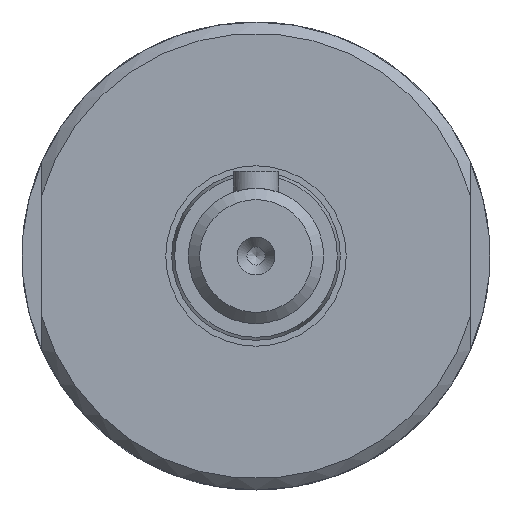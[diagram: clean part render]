
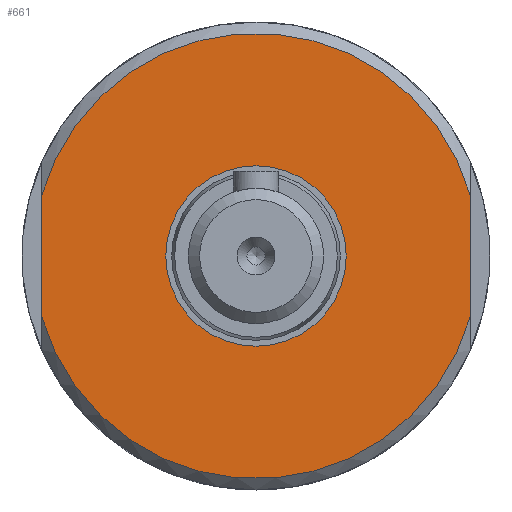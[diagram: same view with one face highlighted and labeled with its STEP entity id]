
A CAD part, left-side view. The second image highlights one B-rep face of the part: STEP entity #661.
In plain terms, the highlighted planar face has unit normal (-1, 0, 0).
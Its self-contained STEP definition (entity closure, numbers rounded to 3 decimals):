
#377=CARTESIAN_POINT('',(31.5,-19.,5.391));
#378=VERTEX_POINT('',#377);
#394=CARTESIAN_POINT('',(31.5,-19.,-5.391));
#395=VERTEX_POINT('',#394);
#396=CARTESIAN_POINT('',(31.5,-19.,-5.391));
#397=DIRECTION('',(0.0,0.0,1.0));
#398=VECTOR('',#397,10.782);
#399=LINE('',#396,#398);
#400=EDGE_CURVE('',#395,#378,#399,.T.);
#465=CARTESIAN_POINT('',(31.5,19.,5.391));
#466=VERTEX_POINT('',#465);
#504=CARTESIAN_POINT('',(31.5,19.,-5.391));
#505=VERTEX_POINT('',#504);
#519=CARTESIAN_POINT('',(31.5,19.,5.391));
#520=DIRECTION('',(0.0,0.0,-1.0));
#521=VECTOR('',#520,10.782);
#522=LINE('',#519,#521);
#523=EDGE_CURVE('',#466,#505,#522,.T.);
#550=CARTESIAN_POINT('',(31.5,0.,0.));
#551=DIRECTION('',(1.0,0.0,0.0));
#552=DIRECTION('',(0.0,0.0,-1.0));
#553=AXIS2_PLACEMENT_3D('',#550,#551,#552);
#554=CIRCLE('',#553,19.75);
#555=EDGE_CURVE('',#395,#505,#554,.T.);
#617=CARTESIAN_POINT('',(31.5,0.,0.));
#618=DIRECTION('',(1.0,0.0,0.0));
#619=DIRECTION('',(0.0,0.0,-1.0));
#620=AXIS2_PLACEMENT_3D('',#617,#618,#619);
#621=CIRCLE('',#620,19.75);
#622=EDGE_CURVE('',#466,#378,#621,.T.);
#635=CARTESIAN_POINT('',(31.5,0.,-8.0));
#636=VERTEX_POINT('',#635);
#637=CARTESIAN_POINT('',(31.5,0.,0.));
#638=DIRECTION('',(1.0,0.0,0.0));
#639=DIRECTION('',(0.0,0.0,-1.0));
#640=AXIS2_PLACEMENT_3D('',#637,#638,#639);
#641=CIRCLE('',#640,8.0);
#642=EDGE_CURVE('',#636,#636,#641,.T.);
#647=CARTESIAN_POINT('',(31.5,0.,-13.875));
#648=DIRECTION('',(-1.0,0.0,0.0));
#649=DIRECTION('',(0.0,1.0,0.0));
#650=AXIS2_PLACEMENT_3D('',#647,#648,#649);
#651=PLANE('',#650);
#652=ORIENTED_EDGE('',*,*,#400,.T.);
#653=ORIENTED_EDGE('',*,*,#622,.F.);
#654=ORIENTED_EDGE('',*,*,#523,.T.);
#655=ORIENTED_EDGE('',*,*,#555,.F.);
#656=EDGE_LOOP('',(#652,#653,#654,#655));
#657=FACE_OUTER_BOUND('',#656,.T.);
#658=ORIENTED_EDGE('',*,*,#642,.T.);
#659=EDGE_LOOP('',(#658));
#660=FACE_BOUND('',#659,.T.);
#661=ADVANCED_FACE('',(#657,#660),#651,.T.);
